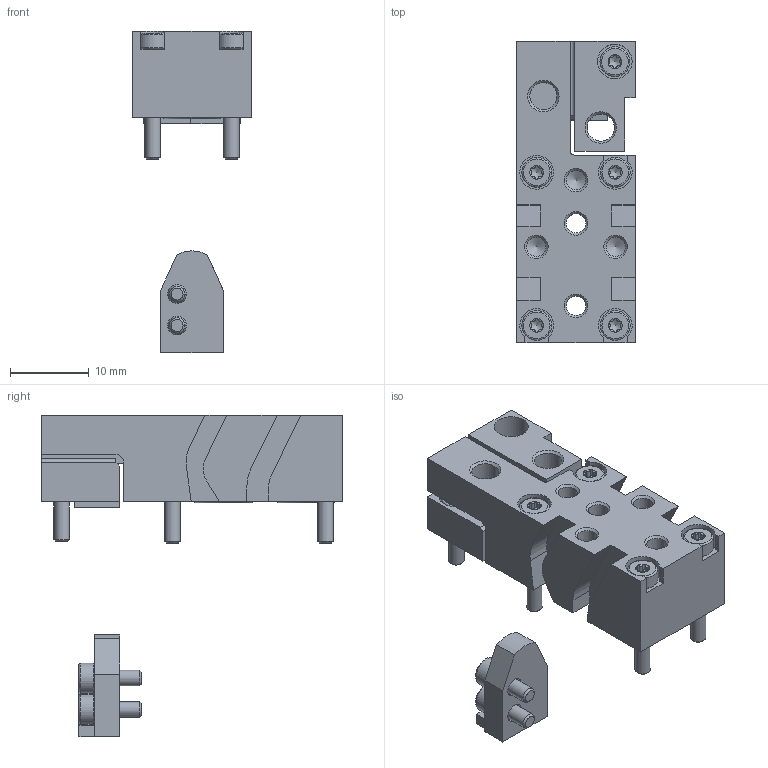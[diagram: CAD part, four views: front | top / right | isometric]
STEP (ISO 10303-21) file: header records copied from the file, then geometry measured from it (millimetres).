
FILE_DESCRIPTION(/* description */ ('STEP AP214'),/* implementation_level */ '2;1');
FILE_NAME(/* name */ '8173532_DADP-SP-G9-6-R',/* time_stamp */ '2024-08-06T12:44:42+02:00',/* author */ ('License CC BY-ND 4.0'),/* organization */ ('CADENAS'),/* preprocessor_version */ 'ST-DEVELOPER v19.3',/* originating_system */ 'PARTsolutions',/* authorisation */ ' ');
FILE_SCHEMA (('AUTOMOTIVE_DESIGN {1 0 10303 214 3 1 1}'));
Length unit declared in the file: millimetre
Products named in the file (7): 8173532 DADP-SP-G9-6-R---(high); 8156323 DGSS-6---(high_sb); ISO 14579 M2x14(F); 8156322 DGSS-6---(high_stop); ISO 14579 M2x8(F); 8156324 DGSS-6---(high_stop); ISO 14579 M2x6(F)
Assembly tree (11 placements, depth 2):
  8173532 DADP-SP-G9-6-R---(high)
    8156323 DGSS-6---(high_sb)
    ISO 14579 M2x14(F)  x4
    8156322 DGSS-6---(high_stop)
    ISO 14579 M2x8(F)  x2
    8156324 DGSS-6---(high_stop)
    ISO 14579 M2x6(F)  x2
Bounding box: 15.1 x 38.4 x 41 mm (x, y, z)
Volume: 5462.2 mm3; surface area: 5259.6 mm2
Topology: 11 solids, 13 shells, 379 faces, 915 edges, 573 vertices
Faces by surface type: cylinder 151, plane 106, cone 94, torus 28
Full cylindrical faces by diameter (mm): 2 x8, 2.3 x6, 2.4 x2, 2.459 x5, 3.459 x2, 3.8 x8, 4 x2, 4.3 x1, 4.4 x2, 7.5 x2
Entity records: 7353 total; most frequent: CARTESIAN_POINT 1409, DIRECTION 1022, ORIENTED_EDGE 978, EDGE_CURVE 489, AXIS2_PLACEMENT_3D 382, VERTEX_POINT 355, FACE_BOUND 336, EDGE_LOOP 330
